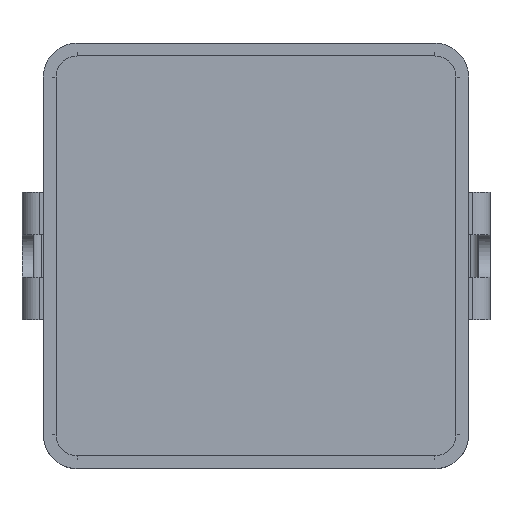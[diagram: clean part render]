
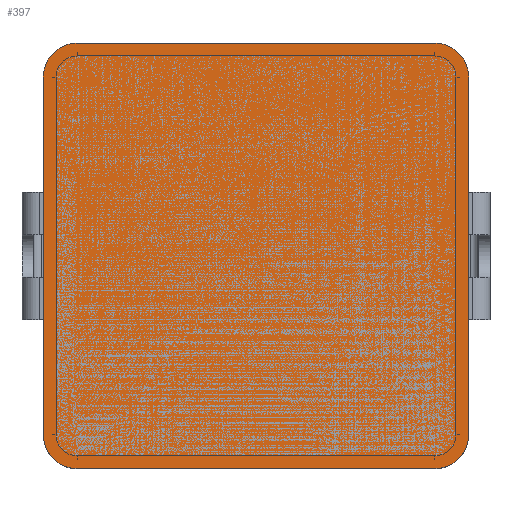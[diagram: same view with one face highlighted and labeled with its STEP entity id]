
A CAD part, top view. The second image highlights one B-rep face of the part: STEP entity #397.
In plain terms, the highlighted planar face has unit normal (0, 0, 1).
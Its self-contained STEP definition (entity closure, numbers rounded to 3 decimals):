
#32 = VERTEX_POINT('',#33);
#33 = CARTESIAN_POINT('',(-5.,-4.2,3.85));
#39 = EDGE_CURVE('',#32,#40,#42,.T.);
#40 = VERTEX_POINT('',#41);
#41 = CARTESIAN_POINT('',(-5.,4.2,3.85));
#42 = LINE('',#43,#44);
#43 = CARTESIAN_POINT('',(-5.,-4.2,3.85));
#44 = VECTOR('',#45,1.);
#45 = DIRECTION('',(0.,1.,0.));
#377 = VERTEX_POINT('',#378);
#378 = CARTESIAN_POINT('',(-4.2,5.,3.85));
#384 = EDGE_CURVE('',#377,#40,#385,.T.);
#385 = CIRCLE('',#386,0.8);
#386 = AXIS2_PLACEMENT_3D('',#387,#388,#389);
#387 = CARTESIAN_POINT('',(-4.2,4.2,3.85));
#388 = DIRECTION('',(0.,0.,1.));
#389 = DIRECTION('',(1.,0.,0.));
#397 = ADVANCED_FACE('',(#398),#451,.F.);
#398 = FACE_BOUND('',#399,.F.);
#399 = EDGE_LOOP('',(#400,#401,#402,#410,#419,#427,#436,#444));
#400 = ORIENTED_EDGE('',*,*,#39,.T.);
#401 = ORIENTED_EDGE('',*,*,#384,.F.);
#402 = ORIENTED_EDGE('',*,*,#403,.T.);
#403 = EDGE_CURVE('',#377,#404,#406,.T.);
#404 = VERTEX_POINT('',#405);
#405 = CARTESIAN_POINT('',(4.2,5.,3.85));
#406 = LINE('',#407,#408);
#407 = CARTESIAN_POINT('',(-4.2,5.,3.85));
#408 = VECTOR('',#409,1.);
#409 = DIRECTION('',(1.,0.,0.));
#410 = ORIENTED_EDGE('',*,*,#411,.F.);
#411 = EDGE_CURVE('',#412,#404,#414,.T.);
#412 = VERTEX_POINT('',#413);
#413 = CARTESIAN_POINT('',(5.,4.2,3.85));
#414 = CIRCLE('',#415,0.8);
#415 = AXIS2_PLACEMENT_3D('',#416,#417,#418);
#416 = CARTESIAN_POINT('',(4.2,4.2,3.85));
#417 = DIRECTION('',(0.,0.,1.));
#418 = DIRECTION('',(1.,0.,0.));
#419 = ORIENTED_EDGE('',*,*,#420,.T.);
#420 = EDGE_CURVE('',#412,#421,#423,.T.);
#421 = VERTEX_POINT('',#422);
#422 = CARTESIAN_POINT('',(5.,-4.2,3.85));
#423 = LINE('',#424,#425);
#424 = CARTESIAN_POINT('',(5.,4.2,3.85));
#425 = VECTOR('',#426,1.);
#426 = DIRECTION('',(0.,-1.,0.));
#427 = ORIENTED_EDGE('',*,*,#428,.F.);
#428 = EDGE_CURVE('',#429,#421,#431,.T.);
#429 = VERTEX_POINT('',#430);
#430 = CARTESIAN_POINT('',(4.2,-5.,3.85));
#431 = CIRCLE('',#432,0.8);
#432 = AXIS2_PLACEMENT_3D('',#433,#434,#435);
#433 = CARTESIAN_POINT('',(4.2,-4.2,3.85));
#434 = DIRECTION('',(0.,0.,1.));
#435 = DIRECTION('',(1.,0.,0.));
#436 = ORIENTED_EDGE('',*,*,#437,.T.);
#437 = EDGE_CURVE('',#429,#438,#440,.T.);
#438 = VERTEX_POINT('',#439);
#439 = CARTESIAN_POINT('',(-4.2,-5.,3.85));
#440 = LINE('',#441,#442);
#441 = CARTESIAN_POINT('',(4.2,-5.,3.85));
#442 = VECTOR('',#443,1.);
#443 = DIRECTION('',(-1.,0.,0.));
#444 = ORIENTED_EDGE('',*,*,#445,.F.);
#445 = EDGE_CURVE('',#32,#438,#446,.T.);
#446 = CIRCLE('',#447,0.8);
#447 = AXIS2_PLACEMENT_3D('',#448,#449,#450);
#448 = CARTESIAN_POINT('',(-4.2,-4.2,3.85));
#449 = DIRECTION('',(0.,0.,1.));
#450 = DIRECTION('',(1.,0.,0.));
#451 = PLANE('',#452);
#452 = AXIS2_PLACEMENT_3D('',#453,#454,#455);
#453 = CARTESIAN_POINT('',(0.,0.,3.85));
#454 = DIRECTION('',(0.,0.,-1.));
#455 = DIRECTION('',(-1.,0.,0.));
